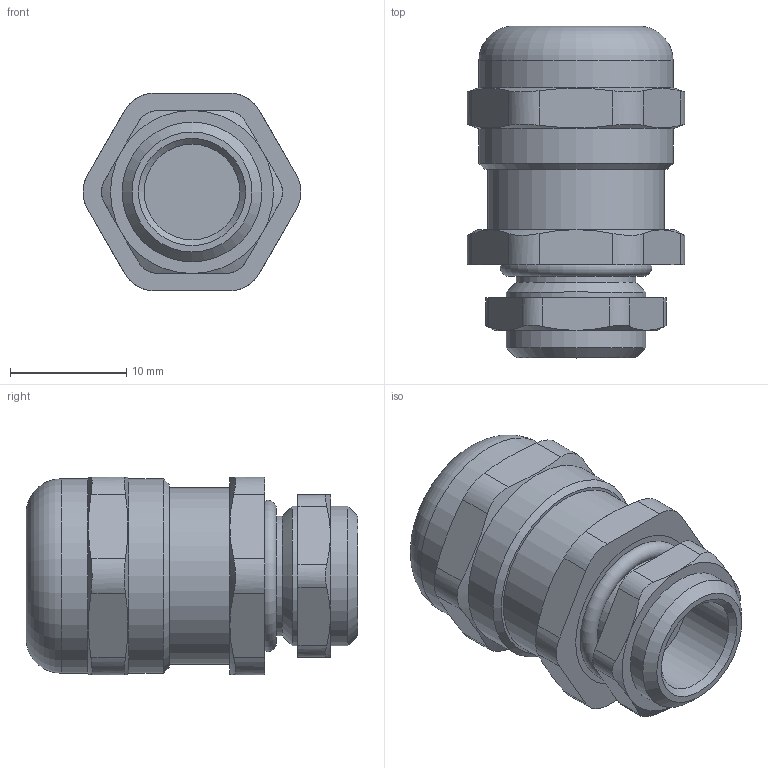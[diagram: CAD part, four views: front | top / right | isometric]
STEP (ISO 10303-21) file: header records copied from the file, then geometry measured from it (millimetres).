
FILE_DESCRIPTION(/* description */ ('','CAx-IF Rec.Pracs.---Representation and Presentation of Product Manufacturing Information (PMI)---4.0---2014-10-13'),/* implementation_level */ '2;1');
FILE_NAME(/* name */ 'ЗЭТАРУС M12 (4-8 мм).stp',/* time_stamp */ '2023-01-27T09:40:44+07:00',/* author */ ('zeta-09'),/* organization */ (''),/* preprocessor_version */ 'ST-DEVELOPER v18.1',/* originating_system */ 'Autodesk Inventor 2021',/* authorisation */ '');
FILE_SCHEMA (('AP242_MANAGED_MODEL_BASED_3D_ENGINEERING_MIM_LF { 1 0 10303 442 1 1 4 }'));
Length unit declared in the file: millimetre
Products named in the file (1): Деталь33
Bounding box: 18.7 x 28.5 x 17 mm (x, y, z)
Volume: 5067.7 mm3; surface area: 2653.1 mm2
Topology: 1 solids, 5 shells, 78 faces, 183 edges, 118 vertices
Faces by surface type: plane 31, cylinder 26, cone 18, torus 3
Full cylindrical faces by diameter (mm): 8.2 x1, 8.5 x1, 10.3 x1, 12 x2, 15.2 x1, 16.7 x2
Entity records: 2683 total; most frequent: CARTESIAN_POINT 783, DIRECTION 364, ORIENTED_EDGE 362, EDGE_CURVE 183, AXIS2_PLACEMENT_3D 151, VERTEX_POINT 118, EDGE_LOOP 85, FACE_OUTER_BOUND 78
